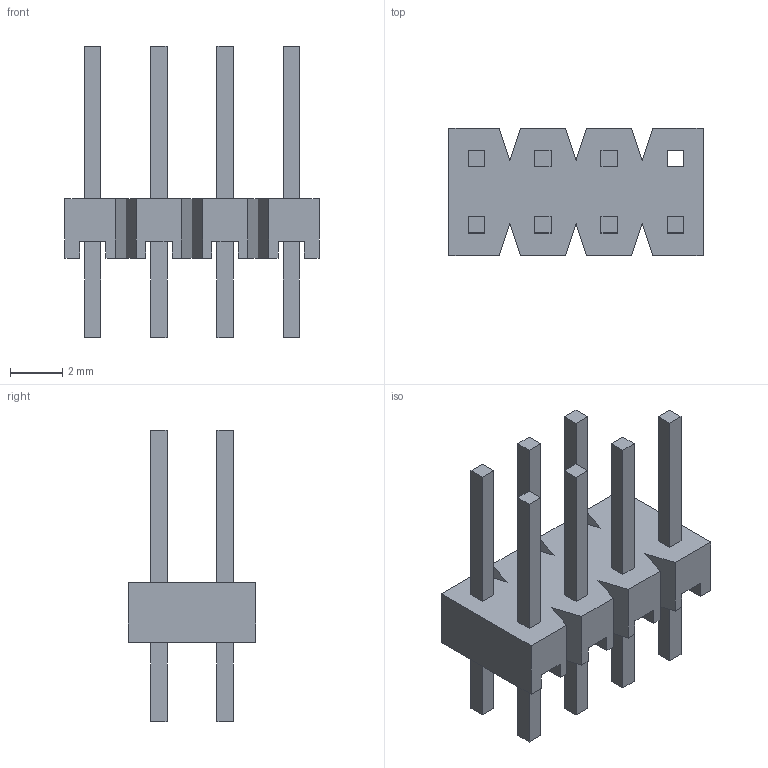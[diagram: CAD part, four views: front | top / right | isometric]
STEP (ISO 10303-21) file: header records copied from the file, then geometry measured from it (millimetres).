
FILE_DESCRIPTION (( 'STEP AP214' ), '1' );
FILE_NAME ('Keyed 8 pin header.STEP', '2023-05-09T00:52:34', ( '' ), ( '' ), 'SwSTEP 2.0', 'SolidWorks 2021', '' );
FILE_SCHEMA (( 'AUTOMOTIVE_DESIGN' ));
Length unit declared in the file: millimetre
Products named in the file (1): Keyed 8 pin header
Bounding box: 9.75 x 4.88 x 11.18 mm (x, y, z)
Volume: 110.1 mm3; surface area: 372.3 mm2
Topology: 1 solids, 1 shells, 146 faces, 390 edges, 260 vertices
Faces by surface type: plane 146
Entity records: 4492 total; most frequent: CARTESIAN_POINT 797, ORIENTED_EDGE 780, DIRECTION 684, VECTOR 390, EDGE_CURVE 390, LINE 390, VERTEX_POINT 260, EDGE_LOOP 162
